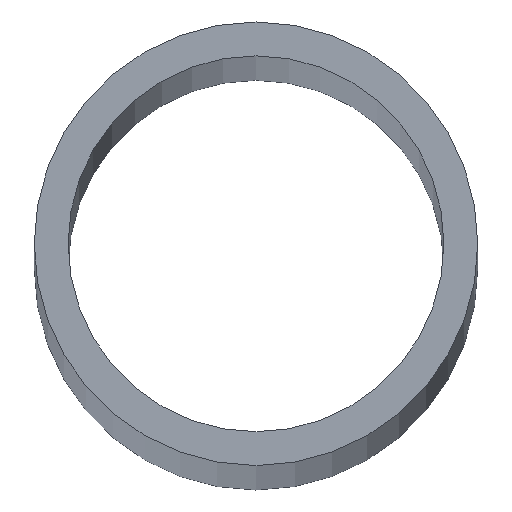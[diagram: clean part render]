
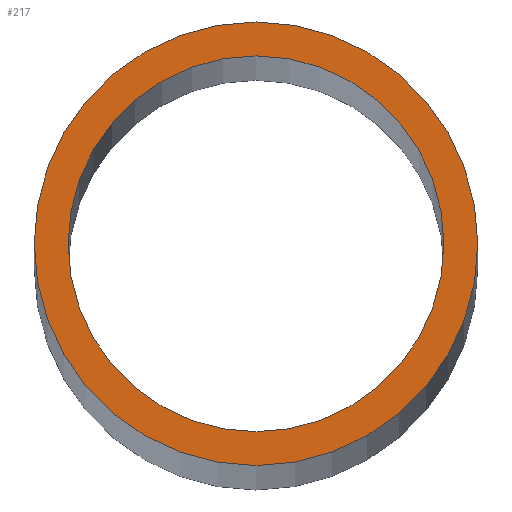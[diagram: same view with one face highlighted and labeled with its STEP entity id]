
A CAD part, top view. The second image highlights one B-rep face of the part: STEP entity #217.
In plain terms, the highlighted planar face has unit normal (0, 0, 1).
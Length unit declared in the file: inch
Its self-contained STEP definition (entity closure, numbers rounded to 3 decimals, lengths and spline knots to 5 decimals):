
#5 = DIRECTION ( 'NONE',  ( 0., 0., 1. ) ) ;
#7 = ORIENTED_EDGE ( 'NONE', *, *, #178, .F. ) ;
#8 = CARTESIAN_POINT ( 'NONE',  ( 0., 0., 30. ) ) ;
#9 = PLANE ( 'NONE',  #71 ) ;
#21 = DIRECTION ( 'NONE',  ( 0., 0., 1. ) ) ;
#23 = AXIS2_PLACEMENT_3D ( 'NONE', #8, #5, #82 ) ;
#58 = EDGE_CURVE ( 'NONE', #117, #76, #70, .T. ) ;
#62 = DIRECTION ( 'NONE',  ( 1., 0., 0. ) ) ;
#64 = DIRECTION ( 'NONE',  ( 1., 0., 0. ) ) ;
#66 = FACE_BOUND ( 'NONE', #94, .T. ) ;
#69 = ORIENTED_EDGE ( 'NONE', *, *, #58, .F. ) ;
#70 = CIRCLE ( 'NONE', #23, 0.805 ) ;
#71 = AXIS2_PLACEMENT_3D ( 'NONE', #84, #166, #145 ) ;
#76 = VERTEX_POINT ( 'NONE', #154 ) ;
#82 = DIRECTION ( 'NONE',  ( 1., 0., 0. ) ) ;
#83 = CIRCLE ( 'NONE', #235, 0.95 ) ;
#84 = CARTESIAN_POINT ( 'NONE',  ( 0., 0., 30. ) ) ;
#94 = EDGE_LOOP ( 'NONE', ( #7, #69 ) ) ;
#97 = VERTEX_POINT ( 'NONE', #129 ) ;
#111 = ORIENTED_EDGE ( 'NONE', *, *, #122, .T. ) ;
#112 = DIRECTION ( 'NONE',  ( 0., 0., 1. ) ) ;
#116 = DIRECTION ( 'NONE',  ( 0., 0., 1. ) ) ;
#117 = VERTEX_POINT ( 'NONE', #172 ) ;
#122 = EDGE_CURVE ( 'NONE', #97, #184, #83, .T. ) ;
#129 = CARTESIAN_POINT ( 'NONE',  ( 0.95, 0., 30. ) ) ;
#132 = ORIENTED_EDGE ( 'NONE', *, *, #171, .T. ) ;
#135 = CARTESIAN_POINT ( 'NONE',  ( -0.95, 0., 30. ) ) ;
#136 = DIRECTION ( 'NONE',  ( 1., 0., 0. ) ) ;
#145 = DIRECTION ( 'NONE',  ( 1., 0., 0. ) ) ;
#154 = CARTESIAN_POINT ( 'NONE',  ( -0.805, 0., 30. ) ) ;
#157 = CARTESIAN_POINT ( 'NONE',  ( 0., 0., 30. ) ) ;
#158 = CIRCLE ( 'NONE', #204, 0.805 ) ;
#166 = DIRECTION ( 'NONE',  ( 0., 0., 1. ) ) ;
#171 = EDGE_CURVE ( 'NONE', #184, #97, #209, .T. ) ;
#172 = CARTESIAN_POINT ( 'NONE',  ( 0.805, 0., 30. ) ) ;
#177 = CARTESIAN_POINT ( 'NONE',  ( 0., 0., 30. ) ) ;
#178 = EDGE_CURVE ( 'NONE', #76, #117, #158, .T. ) ;
#184 = VERTEX_POINT ( 'NONE', #135 ) ;
#197 = FACE_OUTER_BOUND ( 'NONE', #232, .T. ) ;
#204 = AXIS2_PLACEMENT_3D ( 'NONE', #177, #112, #64 ) ;
#209 = CIRCLE ( 'NONE', #210, 0.95 ) ;
#210 = AXIS2_PLACEMENT_3D ( 'NONE', #240, #116, #136 ) ;
#217 = ADVANCED_FACE ( 'NONE', ( #197, #66 ), #9, .T. ) ;
#232 = EDGE_LOOP ( 'NONE', ( #132, #111 ) ) ;
#235 = AXIS2_PLACEMENT_3D ( 'NONE', #157, #21, #62 ) ;
#240 = CARTESIAN_POINT ( 'NONE',  ( 0., 0., 30. ) ) ;
